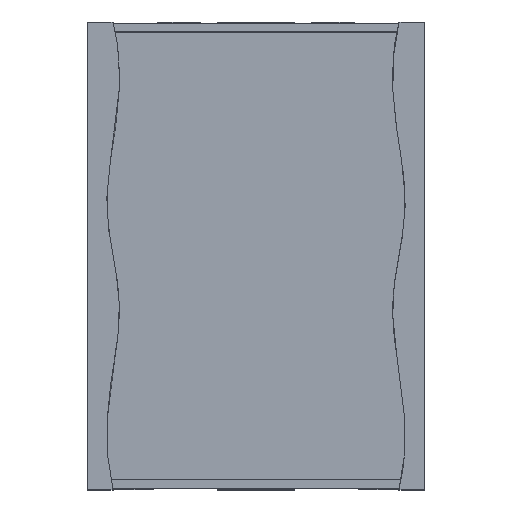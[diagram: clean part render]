
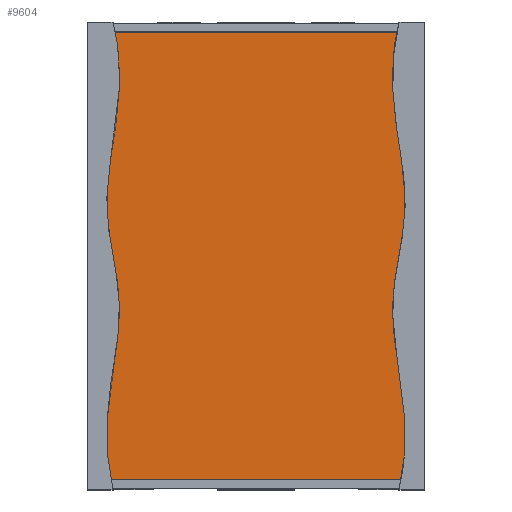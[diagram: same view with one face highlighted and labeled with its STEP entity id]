
A CAD part, top view. The second image highlights one B-rep face of the part: STEP entity #9604.
In plain terms, the highlighted planar face has unit normal (0, 0, 1).
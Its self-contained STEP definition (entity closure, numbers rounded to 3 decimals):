
#582=PLANE('',#10195);
#1003=FACE_OUTER_BOUND('',#1539,.T.);
#1539=EDGE_LOOP('',(#7332,#7333,#7334,#7335));
#2323=LINE('',#14253,#3468);
#2324=LINE('',#14255,#3469);
#2325=LINE('',#14257,#3470);
#2326=LINE('',#14258,#3471);
#3468=VECTOR('',#11448,10.);
#3469=VECTOR('',#11449,10.);
#3470=VECTOR('',#11450,10.);
#3471=VECTOR('',#11451,10.);
#4576=VERTEX_POINT('',#14251);
#4577=VERTEX_POINT('',#14252);
#4578=VERTEX_POINT('',#14254);
#4579=VERTEX_POINT('',#14256);
#5607=EDGE_CURVE('',#4576,#4577,#2323,.T.);
#5608=EDGE_CURVE('',#4576,#4578,#2324,.F.);
#5609=EDGE_CURVE('',#4579,#4578,#2325,.T.);
#5610=EDGE_CURVE('',#4579,#4577,#2326,.T.);
#7332=ORIENTED_EDGE('',*,*,#5607,.F.);
#7333=ORIENTED_EDGE('',*,*,#5608,.T.);
#7334=ORIENTED_EDGE('',*,*,#5609,.F.);
#7335=ORIENTED_EDGE('',*,*,#5610,.T.);
#9604=ADVANCED_FACE('',(#1003),#582,.F.);
#10195=AXIS2_PLACEMENT_3D('',#14250,#11446,#11447);
#11446=DIRECTION('center_axis',(0.,0.,-1.));
#11447=DIRECTION('ref_axis',(-1.,0.,0.));
#11448=DIRECTION('',(0.,-1.,0.));
#11449=DIRECTION('',(1.,0.,0.));
#11450=DIRECTION('',(0.,1.,0.));
#11451=DIRECTION('',(1.,0.,0.));
#14250=CARTESIAN_POINT('Origin',(286.,0.,54.5));
#14251=CARTESIAN_POINT('',(286.,431.,54.5));
#14252=CARTESIAN_POINT('',(286.,-431.,54.5));
#14253=CARTESIAN_POINT('',(286.,0.,54.5));
#14254=CARTESIAN_POINT('',(-286.,431.,54.5));
#14255=CARTESIAN_POINT('',(143.,431.,54.5));
#14256=CARTESIAN_POINT('',(-286.,-431.,54.5));
#14257=CARTESIAN_POINT('',(-286.,0.,54.5));
#14258=CARTESIAN_POINT('',(143.,-431.,54.5));
